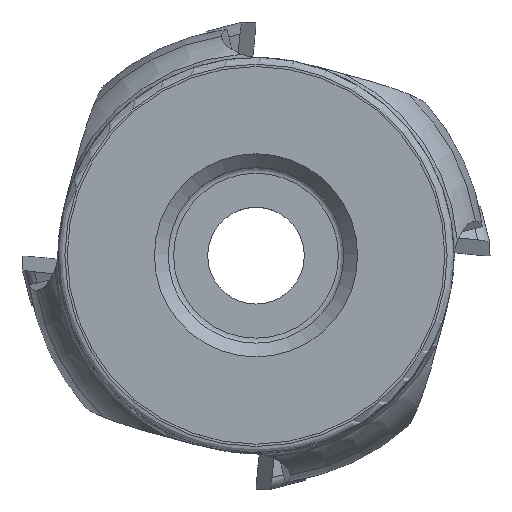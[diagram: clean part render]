
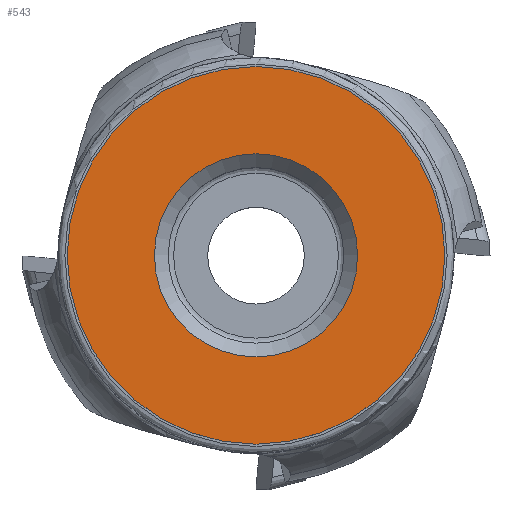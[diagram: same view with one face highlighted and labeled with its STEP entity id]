
A CAD part, top view. The second image highlights one B-rep face of the part: STEP entity #543.
In plain terms, the highlighted planar face has unit normal (0, 0, 1).
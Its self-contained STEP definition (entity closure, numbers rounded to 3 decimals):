
#147=PLANE('',#2242);
#543=ADVANCED_FACE('SU_1',(#765,#766),#147,.F.);
#765=FACE_BOUND('',#839,.T.);
#766=FACE_BOUND('',#840,.T.);
#839=EDGE_LOOP('',(#1131));
#840=EDGE_LOOP('',(#1132));
#1131=ORIENTED_EDGE('',*,*,#1848,.T.);
#1132=ORIENTED_EDGE('',*,*,#1847,.F.);
#1610=VERTEX_POINT('',#3702);
#1611=VERTEX_POINT('',#3706);
#1847=EDGE_CURVE('',#1610,#1610,#2010,.T.);
#1848=EDGE_CURVE('',#1611,#1611,#2011,.T.);
#2010=CIRCLE('',#2237,11.03);
#2011=CIRCLE('',#2240,20.5);
#2237=AXIS2_PLACEMENT_3D('',#3701,#2587,#2588);
#2240=AXIS2_PLACEMENT_3D('',#3705,#2593,#2594);
#2242=AXIS2_PLACEMENT_3D('',#3708,#2597,#2598);
#2587=DIRECTION('',(0.,0.,1.));
#2588=DIRECTION('',(1.,0.,0.));
#2593=DIRECTION('',(0.,0.,1.));
#2594=DIRECTION('',(1.,0.,0.));
#2597=DIRECTION('',(0.,0.,-1.));
#2598=DIRECTION('',(-1.,0.,0.));
#3701=CARTESIAN_POINT('',(0.,0.,0.));
#3702=CARTESIAN_POINT('',(11.03,0.,0.));
#3705=CARTESIAN_POINT('',(0.,0.,0.));
#3706=CARTESIAN_POINT('',(20.5,0.,0.));
#3708=CARTESIAN_POINT('',(0.,0.,0.));
